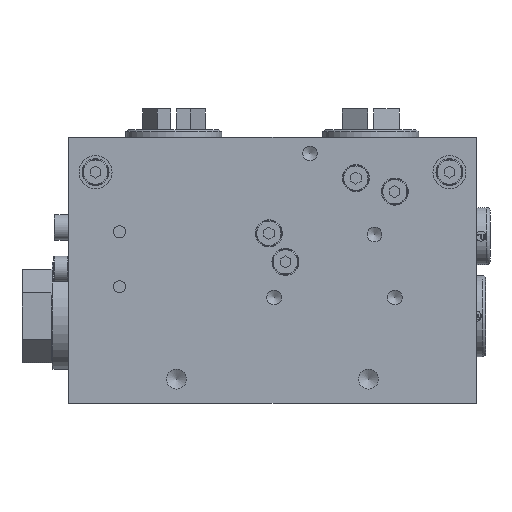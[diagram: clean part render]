
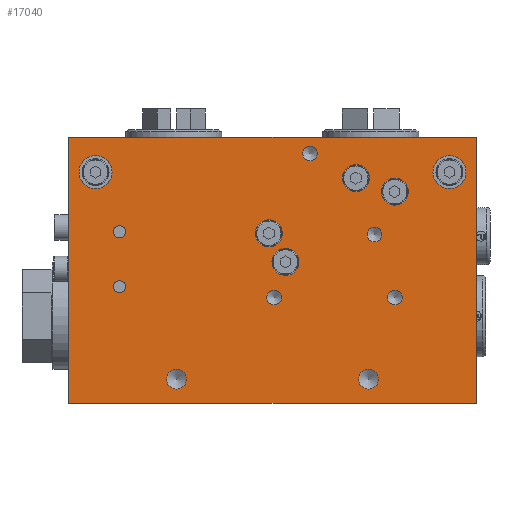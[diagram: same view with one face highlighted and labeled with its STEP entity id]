
A CAD part, front view. The second image highlights one B-rep face of the part: STEP entity #17040.
In plain terms, the highlighted planar face has unit normal (0, -1, 0).
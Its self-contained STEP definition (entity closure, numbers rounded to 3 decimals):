
#681=LINE('',#25560,#1448);
#682=LINE('',#25563,#1449);
#683=LINE('',#25565,#1450);
#684=LINE('',#25567,#1451);
#1448=VECTOR('',#20301,1000.);
#1449=VECTOR('',#20302,1000.);
#1450=VECTOR('',#20303,1000.);
#1451=VECTOR('',#20304,1000.);
#2160=PLANE('',#18278);
#3307=ORIENTED_EDGE('',*,*,#6087,.T.);
#3308=ORIENTED_EDGE('',*,*,#6088,.T.);
#3309=ORIENTED_EDGE('',*,*,#6089,.T.);
#3310=ORIENTED_EDGE('',*,*,#6090,.T.);
#3311=ORIENTED_EDGE('',*,*,#6084,.T.);
#3312=ORIENTED_EDGE('',*,*,#6080,.T.);
#3313=ORIENTED_EDGE('',*,*,#6091,.T.);
#3314=ORIENTED_EDGE('',*,*,#6092,.T.);
#3315=ORIENTED_EDGE('',*,*,#6093,.T.);
#3316=ORIENTED_EDGE('',*,*,#6094,.T.);
#3317=ORIENTED_EDGE('',*,*,#6073,.T.);
#3318=ORIENTED_EDGE('',*,*,#6069,.T.);
#3319=ORIENTED_EDGE('',*,*,#6065,.T.);
#3320=ORIENTED_EDGE('',*,*,#6061,.T.);
#3321=ORIENTED_EDGE('',*,*,#6095,.T.);
#3322=ORIENTED_EDGE('',*,*,#6096,.T.);
#3323=ORIENTED_EDGE('',*,*,#6056,.T.);
#3324=ORIENTED_EDGE('',*,*,#6049,.T.);
#6049=EDGE_CURVE('',#7497,#7497,#8531,.T.);
#6056=EDGE_CURVE('',#7502,#7502,#8535,.T.);
#6061=EDGE_CURVE('',#7509,#7509,#8539,.T.);
#6065=EDGE_CURVE('',#7512,#7512,#8543,.T.);
#6069=EDGE_CURVE('',#7515,#7515,#8547,.T.);
#6073=EDGE_CURVE('',#7518,#7518,#8551,.T.);
#6080=EDGE_CURVE('',#7529,#7529,#8558,.T.);
#6084=EDGE_CURVE('',#7533,#7533,#8562,.T.);
#6087=EDGE_CURVE('',#7536,#7537,#681,.T.);
#6088=EDGE_CURVE('',#7537,#7538,#682,.T.);
#6089=EDGE_CURVE('',#7538,#7539,#683,.T.);
#6090=EDGE_CURVE('',#7539,#7536,#684,.T.);
#6091=EDGE_CURVE('',#7540,#7540,#8565,.T.);
#6092=EDGE_CURVE('',#7541,#7541,#8566,.T.);
#6093=EDGE_CURVE('',#7542,#7542,#8567,.T.);
#6094=EDGE_CURVE('',#7543,#7543,#8568,.T.);
#6095=EDGE_CURVE('',#7544,#7544,#8569,.T.);
#6096=EDGE_CURVE('',#7545,#7545,#8570,.T.);
#7497=VERTEX_POINT('',#25416);
#7502=VERTEX_POINT('',#25450);
#7509=VERTEX_POINT('',#25484);
#7512=VERTEX_POINT('',#25495);
#7515=VERTEX_POINT('',#25506);
#7518=VERTEX_POINT('',#25517);
#7529=VERTEX_POINT('',#25542);
#7533=VERTEX_POINT('',#25553);
#7536=VERTEX_POINT('',#25561);
#7537=VERTEX_POINT('',#25562);
#7538=VERTEX_POINT('',#25564);
#7539=VERTEX_POINT('',#25566);
#7540=VERTEX_POINT('',#25569);
#7541=VERTEX_POINT('',#25571);
#7542=VERTEX_POINT('',#25573);
#7543=VERTEX_POINT('',#25575);
#7544=VERTEX_POINT('',#25577);
#7545=VERTEX_POINT('',#25579);
#8531=CIRCLE('',#18213,2.);
#8535=CIRCLE('',#18221,2.);
#8539=CIRCLE('',#18229,2.067);
#8543=CIRCLE('',#18237,2.067);
#8547=CIRCLE('',#18245,2.067);
#8551=CIRCLE('',#18253,2.067);
#8558=CIRCLE('',#18267,5.5);
#8562=CIRCLE('',#18274,5.5);
#8565=CIRCLE('',#18279,2.459);
#8566=CIRCLE('',#18280,2.459);
#8567=CIRCLE('',#18281,2.459);
#8568=CIRCLE('',#18282,2.459);
#8569=CIRCLE('',#18283,3.324);
#8570=CIRCLE('',#18284,3.324);
#9279=EDGE_LOOP('',(#3307,#3308,#3309,#3310));
#9280=EDGE_LOOP('',(#3311));
#9281=EDGE_LOOP('',(#3312));
#9282=EDGE_LOOP('',(#3313));
#9283=EDGE_LOOP('',(#3314));
#9284=EDGE_LOOP('',(#3315));
#9285=EDGE_LOOP('',(#3316));
#9286=EDGE_LOOP('',(#3317));
#9287=EDGE_LOOP('',(#3318));
#9288=EDGE_LOOP('',(#3319));
#9289=EDGE_LOOP('',(#3320));
#9290=EDGE_LOOP('',(#3321));
#9291=EDGE_LOOP('',(#3322));
#9292=EDGE_LOOP('',(#3323));
#9293=EDGE_LOOP('',(#3324));
#10734=FACE_BOUND('',#9279,.T.);
#10735=FACE_BOUND('',#9280,.T.);
#10736=FACE_BOUND('',#9281,.T.);
#10737=FACE_BOUND('',#9282,.T.);
#10738=FACE_BOUND('',#9283,.T.);
#10739=FACE_BOUND('',#9284,.T.);
#10740=FACE_BOUND('',#9285,.T.);
#10741=FACE_BOUND('',#9286,.T.);
#10742=FACE_BOUND('',#9287,.T.);
#10743=FACE_BOUND('',#9288,.T.);
#10744=FACE_BOUND('',#9289,.T.);
#10745=FACE_BOUND('',#9290,.T.);
#10746=FACE_BOUND('',#9291,.T.);
#10747=FACE_BOUND('',#9292,.T.);
#10748=FACE_BOUND('',#9293,.T.);
#17040=ADVANCED_FACE('',(#10734,#10735,#10736,#10737,#10738,#10739,#10740,
#10741,#10742,#10743,#10744,#10745,#10746,#10747,#10748),#2160,.T.);
#18213=AXIS2_PLACEMENT_3D('',#25415,#20169,#20170);
#18221=AXIS2_PLACEMENT_3D('',#25449,#20185,#20186);
#18229=AXIS2_PLACEMENT_3D('',#25483,#20201,#20202);
#18237=AXIS2_PLACEMENT_3D('',#25494,#20217,#20218);
#18245=AXIS2_PLACEMENT_3D('',#25505,#20233,#20234);
#18253=AXIS2_PLACEMENT_3D('',#25516,#20249,#20250);
#18267=AXIS2_PLACEMENT_3D('',#25541,#20277,#20278);
#18274=AXIS2_PLACEMENT_3D('',#25552,#20291,#20292);
#18278=AXIS2_PLACEMENT_3D('',#25559,#20299,#20300);
#18279=AXIS2_PLACEMENT_3D('',#25568,#20305,#20306);
#18280=AXIS2_PLACEMENT_3D('',#25570,#20307,#20308);
#18281=AXIS2_PLACEMENT_3D('',#25572,#20309,#20310);
#18282=AXIS2_PLACEMENT_3D('',#25574,#20311,#20312);
#18283=AXIS2_PLACEMENT_3D('',#25576,#20313,#20314);
#18284=AXIS2_PLACEMENT_3D('',#25578,#20315,#20316);
#20169=DIRECTION('',(0.,1.,0.));
#20170=DIRECTION('',(0.,0.,-1.));
#20185=DIRECTION('',(0.,1.,0.));
#20186=DIRECTION('',(0.,0.,-1.));
#20201=DIRECTION('',(0.,1.,0.));
#20202=DIRECTION('',(0.,0.,-1.));
#20217=DIRECTION('',(0.,1.,0.));
#20218=DIRECTION('',(0.,0.,-1.));
#20233=DIRECTION('',(0.,1.,0.));
#20234=DIRECTION('',(0.,0.,-1.));
#20249=DIRECTION('',(0.,1.,0.));
#20250=DIRECTION('',(0.,0.,-1.));
#20277=DIRECTION('',(0.,1.,0.));
#20278=DIRECTION('',(0.,0.,-1.));
#20291=DIRECTION('',(0.,1.,0.));
#20292=DIRECTION('',(0.,0.,-1.));
#20299=DIRECTION('',(0.,-1.,0.));
#20300=DIRECTION('',(0.,0.,-1.));
#20301=DIRECTION('',(0.,0.,-1.));
#20302=DIRECTION('',(1.,0.,0.));
#20303=DIRECTION('',(0.,0.,1.));
#20304=DIRECTION('',(-1.,0.,0.));
#20305=DIRECTION('',(0.,1.,0.));
#20306=DIRECTION('',(0.,0.,-1.));
#20307=DIRECTION('',(0.,1.,0.));
#20308=DIRECTION('',(0.,0.,-1.));
#20309=DIRECTION('',(0.,1.,0.));
#20310=DIRECTION('',(0.,0.,-1.));
#20311=DIRECTION('',(0.,1.,0.));
#20312=DIRECTION('',(0.,0.,-1.));
#20313=DIRECTION('',(0.,1.,0.));
#20314=DIRECTION('',(0.,0.,-1.));
#20315=DIRECTION('',(0.,1.,0.));
#20316=DIRECTION('',(0.,0.,-1.));
#25415=CARTESIAN_POINT('',(17.,0.,38.8));
#25416=CARTESIAN_POINT('',(17.,0.,36.8));
#25449=CARTESIAN_POINT('',(17.,0.,57.1));
#25450=CARTESIAN_POINT('',(17.,0.,55.1));
#25483=CARTESIAN_POINT('',(108.75,0.,70.5));
#25484=CARTESIAN_POINT('',(108.75,0.,68.433));
#25494=CARTESIAN_POINT('',(95.8,0.,75.));
#25495=CARTESIAN_POINT('',(95.8,0.,72.933));
#25505=CARTESIAN_POINT('',(66.8,0.,56.6));
#25506=CARTESIAN_POINT('',(66.8,0.,54.533));
#25516=CARTESIAN_POINT('',(72.3,0.,47.1));
#25517=CARTESIAN_POINT('',(72.3,0.,45.033));
#25541=CARTESIAN_POINT('',(127.,0.,77.));
#25542=CARTESIAN_POINT('',(127.,0.,71.5));
#25552=CARTESIAN_POINT('',(9.,0.,77.));
#25553=CARTESIAN_POINT('',(9.,0.,71.5));
#25559=CARTESIAN_POINT('',(0.,0.,0.));
#25560=CARTESIAN_POINT('',(0.,0.,88.6));
#25561=CARTESIAN_POINT('',(0.,0.,88.6));
#25562=CARTESIAN_POINT('',(0.,0.,0.));
#25563=CARTESIAN_POINT('',(0.,0.,0.));
#25564=CARTESIAN_POINT('',(136.,0.,0.));
#25565=CARTESIAN_POINT('',(136.,0.,0.));
#25566=CARTESIAN_POINT('',(136.,0.,88.6));
#25567=CARTESIAN_POINT('',(136.,0.,88.6));
#25568=CARTESIAN_POINT('',(80.5,0.,83.25));
#25569=CARTESIAN_POINT('',(80.5,0.,80.792));
#25570=CARTESIAN_POINT('',(68.55,0.,35.2));
#25571=CARTESIAN_POINT('',(68.55,0.,32.742));
#25572=CARTESIAN_POINT('',(108.75,0.,35.2));
#25573=CARTESIAN_POINT('',(108.75,0.,32.742));
#25574=CARTESIAN_POINT('',(102.,0.,56.2));
#25575=CARTESIAN_POINT('',(102.,0.,53.742));
#25576=CARTESIAN_POINT('',(36.,0.,8.));
#25577=CARTESIAN_POINT('',(36.,0.,4.677));
#25578=CARTESIAN_POINT('',(100.,0.,8.));
#25579=CARTESIAN_POINT('',(100.,0.,4.677));
